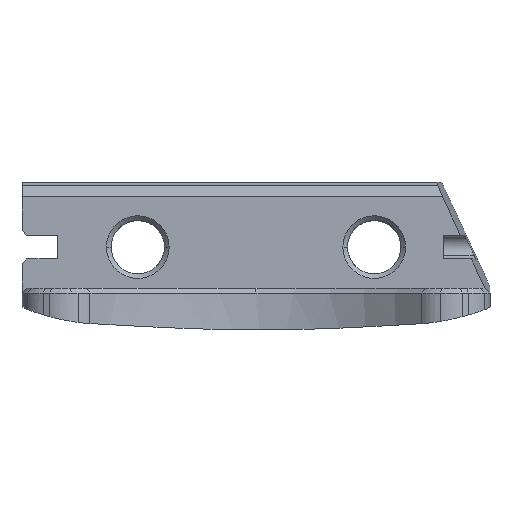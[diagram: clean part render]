
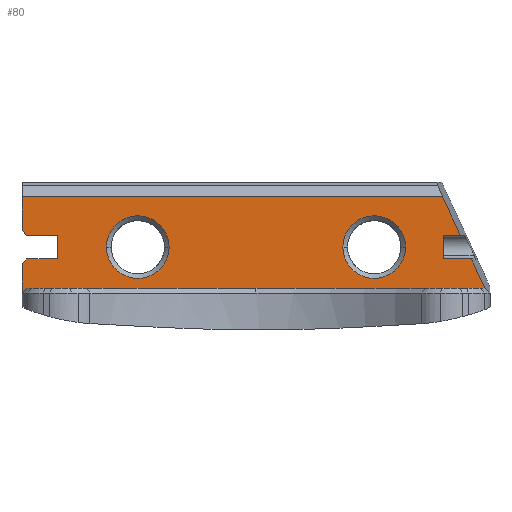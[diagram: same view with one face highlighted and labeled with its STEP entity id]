
A CAD part, top view. The second image highlights one B-rep face of the part: STEP entity #80.
In plain terms, the highlighted planar face has unit normal (0, 0, 1).
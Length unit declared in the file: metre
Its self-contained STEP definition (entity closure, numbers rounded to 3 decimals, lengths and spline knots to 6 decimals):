
#80=ADVANCED_FACE('992:245637',(#202,#203,#204),#205,.T.);
#202=FACE_BOUND('',#395,.T.);
#203=FACE_BOUND('',#396,.T.);
#204=FACE_OUTER_BOUND('',#397,.T.);
#205=PLANE('',#398);
#395=EDGE_LOOP('',(#1027,#1028));
#396=EDGE_LOOP('',(#1029,#1030));
#397=EDGE_LOOP('',(#1031,#1032,#1033,#1034,#1035,#1036,#1037,#1038,#1039,#1040,#1041,#1042,#1043,#1044,#1045));
#398=AXIS2_PLACEMENT_3D('',#1046,#1047,#1048);
#1027=ORIENTED_EDGE('',*,*,#1610,.F.);
#1028=ORIENTED_EDGE('',*,*,#1681,.F.);
#1029=ORIENTED_EDGE('',*,*,#1607,.F.);
#1030=ORIENTED_EDGE('',*,*,#1682,.F.);
#1031=ORIENTED_EDGE('',*,*,#1683,.T.);
#1032=ORIENTED_EDGE('',*,*,#1684,.F.);
#1033=ORIENTED_EDGE('',*,*,#1679,.F.);
#1034=ORIENTED_EDGE('',*,*,#1685,.F.);
#1035=ORIENTED_EDGE('',*,*,#1686,.F.);
#1036=ORIENTED_EDGE('',*,*,#1687,.T.);
#1037=ORIENTED_EDGE('',*,*,#1688,.F.);
#1038=ORIENTED_EDGE('',*,*,#1689,.T.);
#1039=ORIENTED_EDGE('',*,*,#1690,.F.);
#1040=ORIENTED_EDGE('',*,*,#1691,.F.);
#1041=ORIENTED_EDGE('',*,*,#1692,.F.);
#1042=ORIENTED_EDGE('',*,*,#1693,.F.);
#1043=ORIENTED_EDGE('',*,*,#1694,.F.);
#1044=ORIENTED_EDGE('',*,*,#1695,.T.);
#1045=ORIENTED_EDGE('',*,*,#1696,.F.);
#1046=CARTESIAN_POINT('',(-0.075691,0.003973,0.286067));
#1047=DIRECTION('',(0.,0.,1.0));
#1048=DIRECTION('',(1.0,0.0,0.));
#1607=EDGE_CURVE('992:245850',#1893,#1889,#1895,.T.);
#1610=EDGE_CURVE('992:245847',#1898,#1896,#1900,.T.);
#1679=EDGE_CURVE('992:245841',#2021,#2023,#2024,.T.);
#1681=EDGE_CURVE('992:245847',#1896,#1898,#2026,.T.);
#1682=EDGE_CURVE('992:245850',#1889,#1893,#2027,.T.);
#1683=EDGE_CURVE('992:245853',#2028,#2029,#2030,.T.);
#1684=EDGE_CURVE('992:245856',#2023,#2029,#2031,.T.);
#1685=EDGE_CURVE('992:245859',#2032,#2021,#2033,.T.);
#1686=EDGE_CURVE('992:245862',#2034,#2032,#2035,.T.);
#1687=EDGE_CURVE('992:245865',#2034,#2036,#2037,.F.);
#1688=EDGE_CURVE('992:245868',#2038,#2036,#2039,.T.);
#1689=EDGE_CURVE('992:245871',#2038,#2040,#2041,.T.);
#1690=EDGE_CURVE('992:245874',#2042,#2040,#2043,.T.);
#1691=EDGE_CURVE('992:245877',#2044,#2042,#2045,.T.);
#1692=EDGE_CURVE('992:245880',#2046,#2044,#2047,.T.);
#1693=EDGE_CURVE('992:245883',#2048,#2046,#2049,.T.);
#1694=EDGE_CURVE('992:245886',#2050,#2048,#2051,.T.);
#1695=EDGE_CURVE('992:245889',#2050,#2052,#2053,.T.);
#1696=EDGE_CURVE('992:245892',#2028,#2052,#2054,.F.);
#1889=VERTEX_POINT('',#2439);
#1893=VERTEX_POINT('',#2444);
#1895=CIRCLE('',#2447,0.00265);
#1896=VERTEX_POINT('',#2448);
#1898=VERTEX_POINT('',#2451);
#1900=CIRCLE('',#2454,0.00265);
#2021=VERTEX_POINT('',#2730);
#2023=VERTEX_POINT('',#2733);
#2024=LINE('',#2734,#2735);
#2026=CIRCLE('',#2738,0.00265);
#2027=CIRCLE('',#2739,0.00265);
#2028=VERTEX_POINT('',#2740);
#2029=VERTEX_POINT('',#2741);
#2030=LINE('',#2742,#2743);
#2031=LINE('',#2744,#2745);
#2032=VERTEX_POINT('',#2746);
#2033=LINE('',#2747,#2748);
#2034=VERTEX_POINT('',#2749);
#2035=LINE('',#2750,#2751);
#2036=VERTEX_POINT('',#2752);
#2037=LINE('',#2753,#2754);
#2038=VERTEX_POINT('',#2755);
#2039=LINE('',#2756,#2757);
#2040=VERTEX_POINT('',#2758);
#2041=LINE('',#2759,#2760);
#2042=VERTEX_POINT('',#2761);
#2043=LINE('',#2762,#2763);
#2044=VERTEX_POINT('',#2764);
#2045=LINE('',#2765,#2766);
#2046=VERTEX_POINT('',#2767);
#2047=LINE('',#2768,#2769);
#2048=VERTEX_POINT('',#2770);
#2049=LINE('',#2771,#2772);
#2050=VERTEX_POINT('',#2773);
#2051=LINE('',#2774,#2775);
#2052=VERTEX_POINT('',#2776);
#2053=LINE('',#2777,#2778);
#2054=LINE('',#2779,#2780);
#2439=CARTESIAN_POINT('',(-0.063041,0.007473,0.286067));
#2444=CARTESIAN_POINT('',(-0.068341,0.007473,0.286067));
#2447=AXIS2_PLACEMENT_3D('',#3297,#3298,#3299);
#2448=CARTESIAN_POINT('',(-0.083041,0.007473,0.286067));
#2451=CARTESIAN_POINT('',(-0.088341,0.007473,0.286067));
#2454=AXIS2_PLACEMENT_3D('',#3302,#3303,#3304);
#2730=CARTESIAN_POINT('',(-0.059841,0.006473,0.286067));
#2733=CARTESIAN_POINT('',(-0.057472,0.006473,0.286067));
#2734=CARTESIAN_POINT('',(-0.067534,0.006473,0.286067));
#2735=VECTOR('',#3421,1.0);
#2738=AXIS2_PLACEMENT_3D('',#3423,#3424,#3425);
#2739=AXIS2_PLACEMENT_3D('',#3426,#3427,#3428);
#2740=CARTESIAN_POINT('',(-0.095091,0.003973,0.286067));
#2741=CARTESIAN_POINT('',(-0.056313,0.003973,0.286067));
#2742=CARTESIAN_POINT('',(-0.095491,0.003973,0.286067));
#2743=VECTOR('',#3429,1.0);
#2744=CARTESIAN_POINT('',(-0.05802,0.007655,0.286067));
#2745=VECTOR('',#3430,1.0);
#2746=CARTESIAN_POINT('',(-0.059841,0.008473,0.286067));
#2747=CARTESIAN_POINT('',(-0.059841,0.003973,0.286067));
#2748=VECTOR('',#3431,1.0);
#2749=CARTESIAN_POINT('',(-0.058399,0.008473,0.286067));
#2750=CARTESIAN_POINT('',(-0.067534,0.008473,0.286067));
#2751=VECTOR('',#3432,1.0);
#2752=CARTESIAN_POINT('',(-0.059915,0.011743,0.286067));
#2753=CARTESIAN_POINT('',(-0.05802,0.007655,0.286067));
#2754=VECTOR('',#3433,1.0);
#2755=CARTESIAN_POINT('',(-0.095491,0.011743,0.286067));
#2756=CARTESIAN_POINT('',(-0.075691,0.011743,0.286067));
#2757=VECTOR('',#3434,1.0);
#2758=CARTESIAN_POINT('',(-0.095491,0.008873,0.286067));
#2759=CARTESIAN_POINT('',(-0.095491,0.003973,0.286067));
#2760=VECTOR('',#3435,1.0);
#2761=CARTESIAN_POINT('',(-0.095091,0.008473,0.286067));
#2762=CARTESIAN_POINT('',(-0.089216,0.002598,0.286067));
#2763=VECTOR('',#3436,1.0);
#2764=CARTESIAN_POINT('',(-0.092491,0.008473,0.286067));
#2765=CARTESIAN_POINT('',(-0.083849,0.008473,0.286067));
#2766=VECTOR('',#3437,1.0);
#2767=CARTESIAN_POINT('',(-0.092491,0.006473,0.286067));
#2768=CARTESIAN_POINT('',(-0.092491,0.005723,0.286067));
#2769=VECTOR('',#3438,1.0);
#2770=CARTESIAN_POINT('',(-0.095091,0.006473,0.286067));
#2771=CARTESIAN_POINT('',(-0.083849,0.006473,0.286067));
#2772=VECTOR('',#3439,1.0);
#2773=CARTESIAN_POINT('',(-0.095491,0.006073,0.286067));
#2774=CARTESIAN_POINT('',(-0.090966,0.010598,0.286067));
#2775=VECTOR('',#3440,1.0);
#2776=CARTESIAN_POINT('',(-0.095491,0.003573,0.286067));
#2777=CARTESIAN_POINT('',(-0.095491,0.003973,0.286067));
#2778=VECTOR('',#3441,1.0);
#2779=CARTESIAN_POINT('',(-0.090341,0.008723,0.286067));
#2780=VECTOR('',#3442,1.0);
#3297=CARTESIAN_POINT('',(-0.065691,0.007473,0.286067));
#3298=DIRECTION('',(0.,0.,1.0));
#3299=DIRECTION('',(1.0,0.,0.));
#3302=CARTESIAN_POINT('',(-0.085691,0.007473,0.286067));
#3303=DIRECTION('',(0.,0.,1.0));
#3304=DIRECTION('',(1.0,0.,0.));
#3421=DIRECTION('',(1.0,0.,0.));
#3423=CARTESIAN_POINT('',(-0.085691,0.007473,0.286067));
#3424=DIRECTION('',(0.,0.,1.0));
#3425=DIRECTION('',(1.0,0.,0.));
#3426=CARTESIAN_POINT('',(-0.065691,0.007473,0.286067));
#3427=DIRECTION('',(0.,0.,1.0));
#3428=DIRECTION('',(1.0,0.,0.));
#3429=DIRECTION('',(1.0,0.,0.0));
#3430=DIRECTION('',(0.421,-0.907,0.));
#3431=DIRECTION('',(0.,-1.0,0.));
#3432=DIRECTION('',(-1.0,0.,0.));
#3433=DIRECTION('',(0.421,-0.907,0.));
#3434=DIRECTION('',(1.0,0.,0.));
#3435=DIRECTION('',(0.,-1.0,0.));
#3436=DIRECTION('',(-0.707,0.707,0.));
#3437=DIRECTION('',(-1.0,0.,0.));
#3438=DIRECTION('',(0.,1.0,0.));
#3439=DIRECTION('',(1.0,0.,0.));
#3440=DIRECTION('',(0.707,0.707,0.));
#3441=DIRECTION('',(0.,-1.0,0.));
#3442=DIRECTION('',(0.707,0.707,0.));
